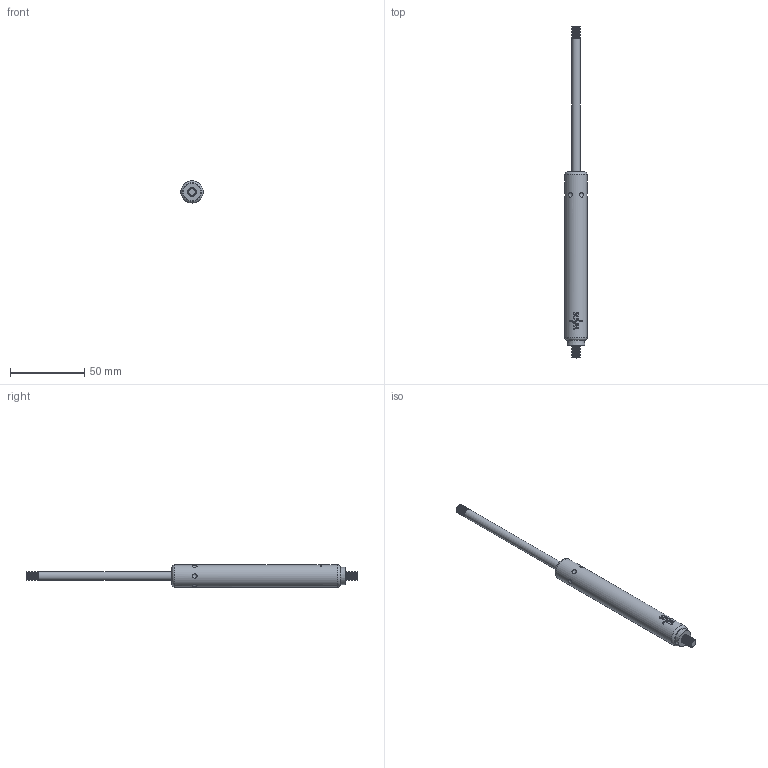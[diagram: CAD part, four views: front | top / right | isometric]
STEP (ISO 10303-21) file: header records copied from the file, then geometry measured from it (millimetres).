
FILE_DESCRIPTION(/* description */ (''),/* implementation_level */ '2;1');
FILE_NAME(/* name */ 'SG-01624519.stp',/* time_stamp */ '2019-10-01T14:21:50+02:00',/* author */ (''),/* organization */ (''),/* preprocessor_version */ 'ST-DEVELOPER v15.2',/* originating_system */ 'Autodesk Translator Framework v2.0.0.5431',/* authorisation */ '');
FILE_SCHEMA (('AUTOMOTIVE_DESIGN { 1 0 10303 214 3 1 1 }'));
Length unit declared in the file: centimetre
Products named in the file (1): (Unsaved)
Bounding box: 15 x 224 x 15 mm (x, y, z)
Volume: 20885.4 mm3; surface area: 9712.2 mm2
Topology: 2 solids, 2 shells, 163 faces, 412 edges, 270 vertices
Faces by surface type: cylinder 51, plane 48, cone 38, torus 20, sphere 6
Full cylindrical faces by diameter (mm): 6 x18, 15 x1
Entity records: 4783 total; most frequent: CARTESIAN_POINT 1404, DIRECTION 694, ORIENTED_EDGE 594, EDGE_CURVE 297, AXIS2_PLACEMENT_3D 295, EDGE_LOOP 257, VERTEX_POINT 232, FACE_OUTER_BOUND 163
